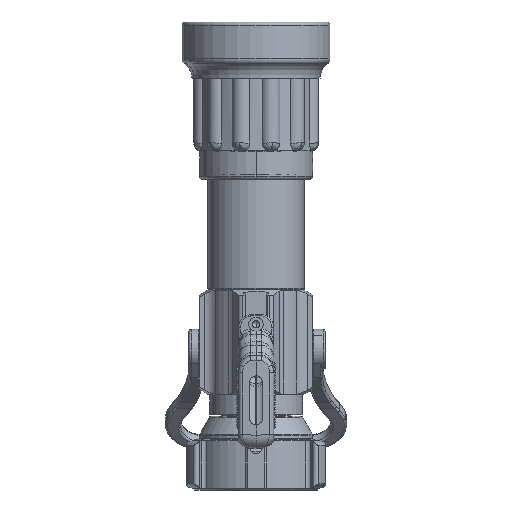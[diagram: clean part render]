
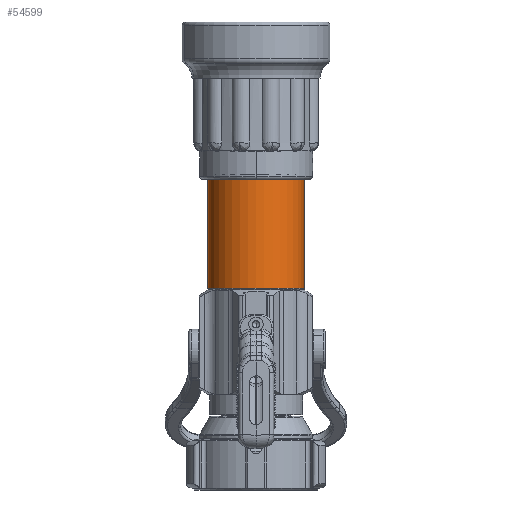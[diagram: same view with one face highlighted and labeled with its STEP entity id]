
A CAD part, front view. The second image highlights one B-rep face of the part: STEP entity #54599.
In plain terms, the highlighted cylindrical face has radius 34.506 mm (diameter 69.012 mm), a partial arc.
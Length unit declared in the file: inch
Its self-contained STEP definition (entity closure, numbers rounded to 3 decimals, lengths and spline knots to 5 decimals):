
#1732 = CARTESIAN_POINT ( 'NONE',  ( 0., 0., -5.423 ) ) ;
#2749 = CARTESIAN_POINT ( 'NONE',  ( 1.3585, 0., -1.383 ) ) ;
#5143 = CYLINDRICAL_SURFACE ( 'NONE', #12461, 1.3585 ) ;
#8583 = VERTEX_POINT ( 'NONE', #76790 ) ;
#12461 = AXIS2_PLACEMENT_3D ( 'NONE', #1732, #17894, #50883 ) ;
#14655 = CIRCLE ( 'NONE', #34354, 1.3585 ) ;
#17440 = DIRECTION ( 'NONE',  ( 0., 0., 1. ) ) ;
#17894 = DIRECTION ( 'NONE',  ( 0., 0., 1. ) ) ;
#21872 = CARTESIAN_POINT ( 'NONE',  ( -1.3585, 0., -5.423 ) ) ;
#22927 = ORIENTED_EDGE ( 'NONE', *, *, #83353, .F. ) ;
#26954 = VERTEX_POINT ( 'NONE', #78113 ) ;
#34354 = AXIS2_PLACEMENT_3D ( 'NONE', #66629, #17440, #74904 ) ;
#36172 = VECTOR ( 'NONE', #79322, 39.37008 ) ;
#37812 = ORIENTED_EDGE ( 'NONE', *, *, #60842, .T. ) ;
#42927 = CARTESIAN_POINT ( 'NONE',  ( 0., 0., -1.383 ) ) ;
#45472 = EDGE_CURVE ( 'NONE', #8583, #94399, #95278, .T. ) ;
#46050 = CARTESIAN_POINT ( 'NONE',  ( -1.3585, 0., -5.392 ) ) ;
#48034 = CARTESIAN_POINT ( 'NONE',  ( 1.3585, 0., -5.423 ) ) ;
#50883 = DIRECTION ( 'NONE',  ( 1., 0., 0. ) ) ;
#51167 = DIRECTION ( 'NONE',  ( 1., 0., 0. ) ) ;
#51541 = VECTOR ( 'NONE', #81134, 39.37008 ) ;
#54599 = ADVANCED_FACE ( 'NONE', ( #70720 ), #5143, .T. ) ;
#58329 = AXIS2_PLACEMENT_3D ( 'NONE', #42927, #100326, #51167 ) ;
#58514 = CIRCLE ( 'NONE', #58329, 1.3585 ) ;
#60842 = EDGE_CURVE ( 'NONE', #95526, #8583, #14655, .T. ) ;
#62572 = EDGE_CURVE ( 'NONE', #95526, #26954, #82457, .T. ) ;
#66629 = CARTESIAN_POINT ( 'NONE',  ( 0., 0., -5.392 ) ) ;
#70720 = FACE_OUTER_BOUND ( 'NONE', #72503, .T. ) ;
#72503 = EDGE_LOOP ( 'NONE', ( #94144, #37812, #74625, #22927 ) ) ;
#74625 = ORIENTED_EDGE ( 'NONE', *, *, #45472, .T. ) ;
#74904 = DIRECTION ( 'NONE',  ( 1., 0., 0. ) ) ;
#76790 = CARTESIAN_POINT ( 'NONE',  ( 1.3585, 0., -5.392 ) ) ;
#78113 = CARTESIAN_POINT ( 'NONE',  ( -1.3585, 0., -1.383 ) ) ;
#79322 = DIRECTION ( 'NONE',  ( 0., 0., 1. ) ) ;
#81134 = DIRECTION ( 'NONE',  ( 0., 0., 1. ) ) ;
#82457 = LINE ( 'NONE', #21872, #36172 ) ;
#83353 = EDGE_CURVE ( 'NONE', #26954, #94399, #58514, .T. ) ;
#94144 = ORIENTED_EDGE ( 'NONE', *, *, #62572, .F. ) ;
#94399 = VERTEX_POINT ( 'NONE', #2749 ) ;
#95278 = LINE ( 'NONE', #48034, #51541 ) ;
#95526 = VERTEX_POINT ( 'NONE', #46050 ) ;
#100326 = DIRECTION ( 'NONE',  ( 0., 0., 1. ) ) ;
